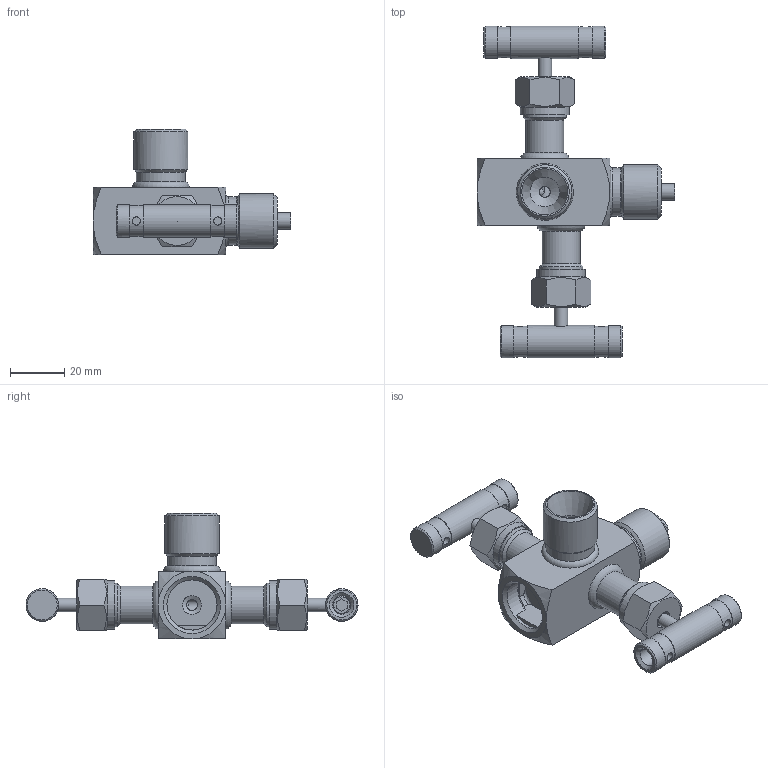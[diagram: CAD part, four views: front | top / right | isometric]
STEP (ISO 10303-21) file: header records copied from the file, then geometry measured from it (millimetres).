
FILE_DESCRIPTION(('STEP AP203'), '1');
FILE_NAME('拟篚忮眚桦? 犭铌 耎202', '', ('UNSPECIFIED'), ('UNSPECIFIED'), 'C3D Converter', 'C3D Toolkit', '');
FILE_SCHEMA(('CONFIG_CONTROL_DESIGN'));
Length unit declared in the file: millimetre
Products named in the file (18): Двухвентильный блок ВX202; ТВПЕ.301156.005 СБ - Корпус блока двухвентильного в сборе (эконом.); ТВПЕ.731162.037 - Корпус блока двухвентильного (эконом.)_‘ ¬ аЄЁа®ўЄ®©; ТВПЕ.714561.022 - Корпус вентиля; ТВПЕ.713771.001 - Порт под шаровый нипель; Сварной шов блок одновентильный (бюджет.); Сварной шов порт под шаровый ниппель (бюджет.); ТВПЕ.306571.001 - Шток в сборе; ТВПЕ.715713.012 - Шток; ТВПЕ.753762.001 - Ручка;  A.M8x12 ѓЋ‘’ 11075-93; ТВПЕ.754176.001 - Сальник; ТВПЕ.713671.001 - Втулка прижимная; ТВПЕ.746612.006 - Гайка упорная; ТВПЕ.713671.002 - Шайба
Assembly tree (24 placements, depth 3):
  Двухвентильный блок ВX202
    ТВПЕ.301156.005 СБ - Корпус блока двухвентильного в сборе (эконом.)
      ТВПЕ.731162.037 - Корпус блока двухвентильного (эконом.)_‘ ¬ аЄЁа®ўЄ®©
      ТВПЕ.714561.022 - Корпус вентиля
      ТВПЕ.714561.022 - Корпус вентиля
      ТВПЕ.713771.001 - Порт под шаровый нипель
      Сварной шов блок одновентильный (бюджет.)
      Сварной шов блок одновентильный (бюджет.)
      Сварной шов порт под шаровый ниппель (бюджет.)
    ТВПЕ.306571.001 - Шток в сборе
      ТВПЕ.715713.012 - Шток
      ТВПЕ.753762.001 - Ручка
   A.M8x12 ѓЋ‘’ 11075-93
      ТВПЕ.754176.001 - Сальник
      ТВПЕ.713671.001 - Втулка прижимная
      ТВПЕ.746612.006 - Гайка упорная
      ТВПЕ.713671.002 - Шайба
    ТВПЕ.306571.001 - Шток в сборе
      ТВПЕ.715713.012 - Шток
      ТВПЕ.753762.001 - Ручка
   A.M8x12 ѓЋ‘’ 11075-93
      ТВПЕ.754176.001 - Сальник
      ТВПЕ.713671.001 - Втулка прижимная
      ТВПЕ.746612.006 - Гайка упорная
      ТВПЕ.713671.002 - Шайба
Bounding box: 73 x 122.43 x 46.4 mm (x, y, z)
Volume: 57290 mm3; surface area: 31750.8 mm2
Topology: 21 solids, 21 shells, 280 faces, 594 edges, 378 vertices
Faces by surface type: plane 101, cylinder 93, cone 75, torus 11
Full cylindrical faces by diameter (mm): 3 x6, 4 x6, 4.6 x2, 4.918 x2, 5 x16, 5.2 x2, 5.5 x2, 6 x3, 6.3 x2, 6.75 x2, 7 x1, 8 x2, 9 x10, 11 x1, 11.5 x4, 12 x6, 12.5 x2, 14 x6, 15 x2, 16 x2, 16.5 x2, 17.8 x1, 18 x5, 18.5 x1, 20 x2
Entity records: 13815 total; most frequent: CARTESIAN_POINT 7262, DIRECTION 817, ORIENTED_EDGE 622, AXIS2_PLACEMENT_3D 385, EDGE_LOOP 357, EDGE_CURVE 311, VERTEX_POINT 268, COLOUR_RGB 210
